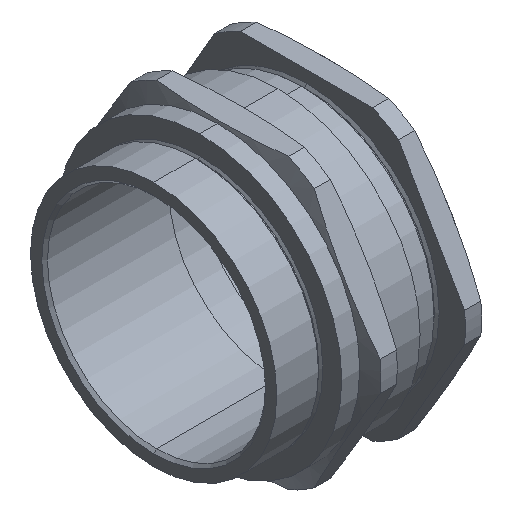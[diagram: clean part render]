
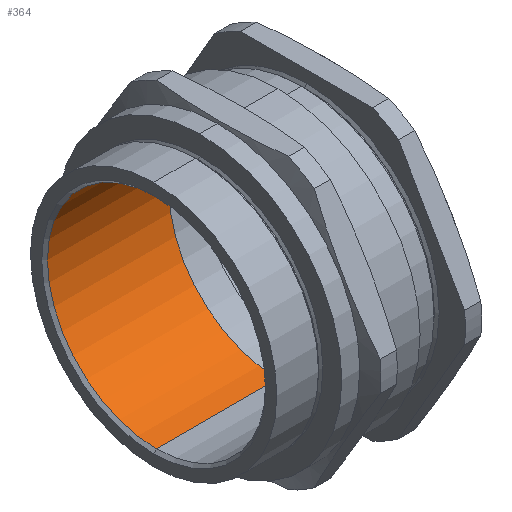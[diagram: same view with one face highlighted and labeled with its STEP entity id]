
A CAD part, isometric view. The second image highlights one B-rep face of the part: STEP entity #364.
In plain terms, the highlighted cylindrical face has radius 57.55 mm (diameter 115.1 mm), a partial arc.
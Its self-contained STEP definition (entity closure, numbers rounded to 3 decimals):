
#59 = VERTEX_POINT ( 'NONE', #1262 ) ;
#78 = EDGE_CURVE ( 'NONE', #810, #2029, #1240, .T. ) ;
#175 = AXIS2_PLACEMENT_3D ( 'NONE', #1600, #1742, #1587 ) ;
#187 = VERTEX_POINT ( 'NONE', #1647 ) ;
#233 = DIRECTION ( 'NONE',  ( -1., 0., 0. ) ) ;
#256 = DIRECTION ( 'NONE',  ( 0., 0., -1. ) ) ;
#301 = CYLINDRICAL_SURFACE ( 'NONE', #406, 57.55 ) ;
#349 = CIRCLE ( 'NONE', #1091, 57.55 ) ;
#364 = ADVANCED_FACE ( 'NONE', ( #1688 ), #301, .F. ) ;
#406 = AXIS2_PLACEMENT_3D ( 'NONE', #2165, #1188, #657 ) ;
#420 = ORIENTED_EDGE ( 'NONE', *, *, #78, .F. ) ;
#597 = CARTESIAN_POINT ( 'NONE',  ( 65.601, 0., 57.55 ) ) ;
#657 = DIRECTION ( 'NONE',  ( 0., 0., 1. ) ) ;
#672 = ORIENTED_EDGE ( 'NONE', *, *, #2077, .T. ) ;
#728 = ORIENTED_EDGE ( 'NONE', *, *, #1646, .F. ) ;
#735 = LINE ( 'NONE', #597, #1656 ) ;
#741 = DIRECTION ( 'NONE',  ( -1., 0., 0. ) ) ;
#753 = ORIENTED_EDGE ( 'NONE', *, *, #1118, .T. ) ;
#810 = VERTEX_POINT ( 'NONE', #1547 ) ;
#905 = LINE ( 'NONE', #1621, #961 ) ;
#961 = VECTOR ( 'NONE', #741, 1000. ) ;
#1091 = AXIS2_PLACEMENT_3D ( 'NONE', #1143, #1645, #256 ) ;
#1118 = EDGE_CURVE ( 'NONE', #59, #187, #349, .T. ) ;
#1143 = CARTESIAN_POINT ( 'NONE',  ( 1.5, 0., 0. ) ) ;
#1188 = DIRECTION ( 'NONE',  ( -1., 0., 0. ) ) ;
#1240 = CIRCLE ( 'NONE', #175, 57.55 ) ;
#1262 = CARTESIAN_POINT ( 'NONE',  ( 1.5, 0., 57.55 ) ) ;
#1547 = CARTESIAN_POINT ( 'NONE',  ( 65.6, 0., 57.55 ) ) ;
#1555 = CARTESIAN_POINT ( 'NONE',  ( 65.6, 0., -57.55 ) ) ;
#1587 = DIRECTION ( 'NONE',  ( 0., 0., -1. ) ) ;
#1600 = CARTESIAN_POINT ( 'NONE',  ( 65.6, 0., 0. ) ) ;
#1621 = CARTESIAN_POINT ( 'NONE',  ( 65.601, 0., -57.55 ) ) ;
#1645 = DIRECTION ( 'NONE',  ( -1., 0., 0. ) ) ;
#1646 = EDGE_CURVE ( 'NONE', #2029, #187, #905, .T. ) ;
#1647 = CARTESIAN_POINT ( 'NONE',  ( 1.5, 0., -57.55 ) ) ;
#1656 = VECTOR ( 'NONE', #233, 1000. ) ;
#1688 = FACE_OUTER_BOUND ( 'NONE', #1803, .T. ) ;
#1742 = DIRECTION ( 'NONE',  ( -1., 0., 0. ) ) ;
#1803 = EDGE_LOOP ( 'NONE', ( #728, #420, #672, #753 ) ) ;
#2029 = VERTEX_POINT ( 'NONE', #1555 ) ;
#2077 = EDGE_CURVE ( 'NONE', #810, #59, #735, .T. ) ;
#2165 = CARTESIAN_POINT ( 'NONE',  ( 65.601, 0., 0. ) ) ;
